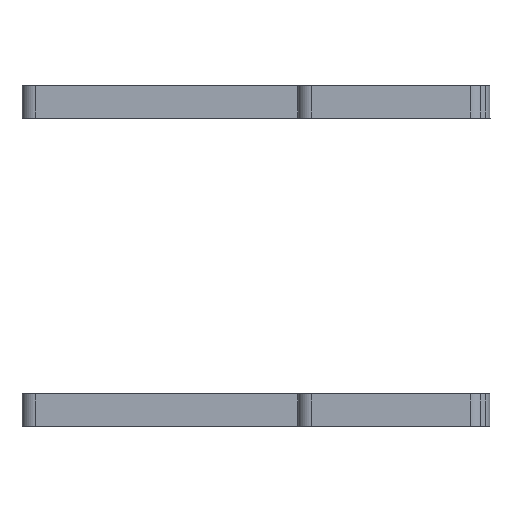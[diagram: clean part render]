
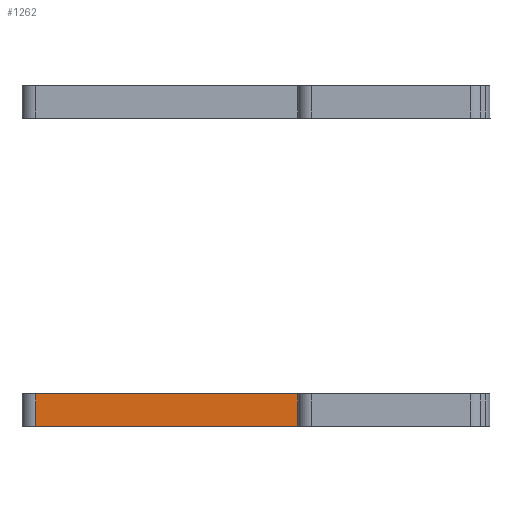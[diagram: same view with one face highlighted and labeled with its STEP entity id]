
A CAD part, left-side view. The second image highlights one B-rep face of the part: STEP entity #1262.
In plain terms, the highlighted planar face has unit normal (-1, 0, 0).
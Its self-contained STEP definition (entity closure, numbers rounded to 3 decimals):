
#65=PLANE('',#1364);
#102=FACE_OUTER_BOUND('',#167,.T.);
#167=EDGE_LOOP('',(#886,#887,#888,#889));
#261=LINE('',#1943,#370);
#263=LINE('',#1949,#372);
#264=LINE('',#1951,#373);
#265=LINE('',#1952,#374);
#370=VECTOR('',#1550,10.);
#372=VECTOR('',#1556,10.);
#373=VECTOR('',#1557,10.);
#374=VECTOR('',#1558,10.);
#562=VERTEX_POINT('',#1940);
#563=VERTEX_POINT('',#1942);
#565=VERTEX_POINT('',#1948);
#566=VERTEX_POINT('',#1950);
#692=EDGE_CURVE('',#562,#563,#261,.T.);
#695=EDGE_CURVE('',#562,#565,#263,.T.);
#696=EDGE_CURVE('',#565,#566,#264,.T.);
#697=EDGE_CURVE('',#563,#566,#265,.T.);
#886=ORIENTED_EDGE('',*,*,#692,.F.);
#887=ORIENTED_EDGE('',*,*,#695,.T.);
#888=ORIENTED_EDGE('',*,*,#696,.T.);
#889=ORIENTED_EDGE('',*,*,#697,.F.);
#1262=ADVANCED_FACE('',(#102),#65,.T.);
#1364=AXIS2_PLACEMENT_3D('',#1947,#1554,#1555);
#1550=DIRECTION('',(0.,0.,1.));
#1554=DIRECTION('center_axis',(-1.,0.,0.));
#1555=DIRECTION('ref_axis',(0.,-1.,0.));
#1556=DIRECTION('',(0.,-1.,0.));
#1557=DIRECTION('',(0.,0.,1.));
#1558=DIRECTION('',(0.,-1.,0.));
#1940=CARTESIAN_POINT('',(-95.857,464.,630.9));
#1942=CARTESIAN_POINT('',(-95.857,464.,635.6));
#1943=CARTESIAN_POINT('',(-95.857,464.,629.8));
#1947=CARTESIAN_POINT('Origin',(-95.857,464.,630.6));
#1948=CARTESIAN_POINT('',(-95.857,426.,630.9));
#1949=CARTESIAN_POINT('',(-95.857,452.5,630.9));
#1950=CARTESIAN_POINT('',(-95.857,426.,635.6));
#1951=CARTESIAN_POINT('',(-95.857,426.,638.1));
#1952=CARTESIAN_POINT('',(-95.857,465.,635.6));
